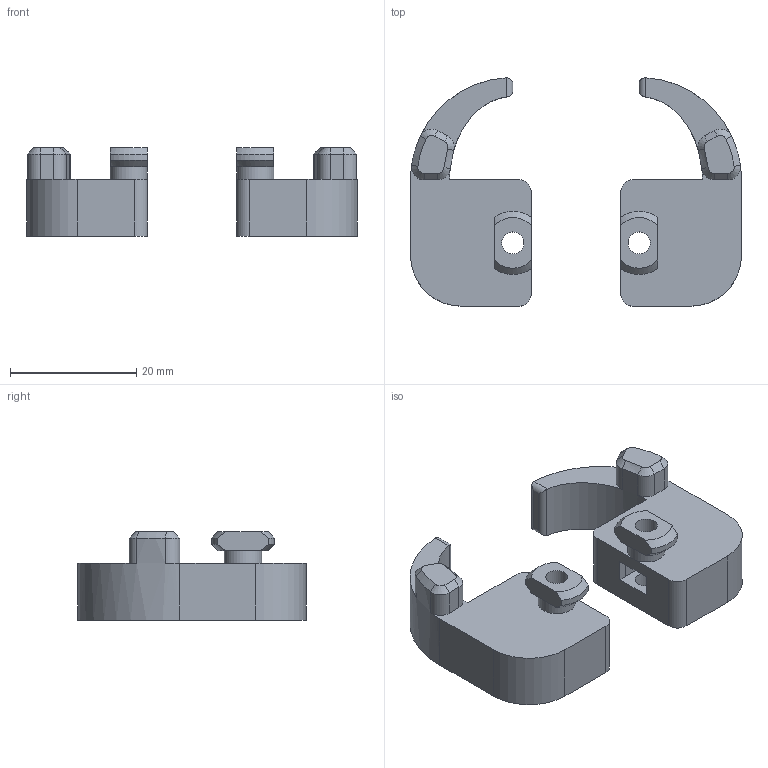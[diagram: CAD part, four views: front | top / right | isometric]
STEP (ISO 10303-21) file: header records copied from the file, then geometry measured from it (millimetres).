
FILE_DESCRIPTION(/* description */ ('Alibre Inc.'),/* implementation_level */ '2;1');
FILE_NAME(/* name */ 'export0',/* time_stamp */ '2015-07-11T13:43:23+12:00',/* author */ (''),/* organization */ (''),/* preprocessor_version */ 'ST-DEVELOPER v14',/* originating_system */ 'Alibre',/* authorisation */ '');
FILE_SCHEMA (('CONFIG_CONTROL_DESIGN'));
Length unit declared in the file: centimetre
Products named in the file (1): ID_1
Bounding box: 52.36 x 36.15 x 14 mm (x, y, z)
Volume: 8827.9 mm3; surface area: 4784.5 mm2
Topology: 2 solids, 2 shells, 106 faces, 275 edges, 175 vertices
Faces by surface type: plane 50, cylinder 34, cone 18, bspline 2, extrusion 2
Full cylindrical faces by diameter (mm): 3.5 x4, 5.9 x2
Entity records: 3331 total; most frequent: CARTESIAN_POINT 742, ORIENTED_EDGE 536, DIRECTION 480, EDGE_CURVE 268, AXIS2_PLACEMENT_3D 190, VERTEX_POINT 174, VECTOR 148, LINE 146
